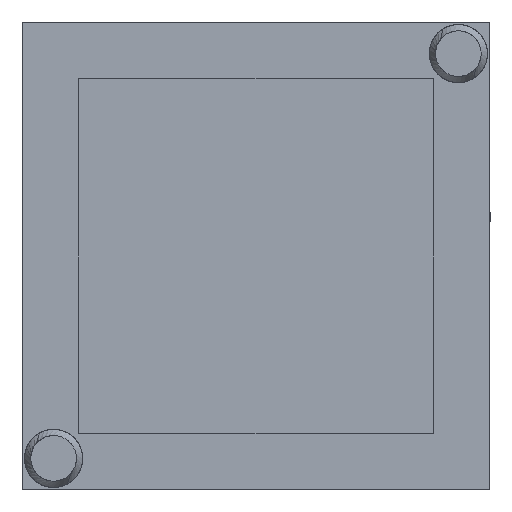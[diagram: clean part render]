
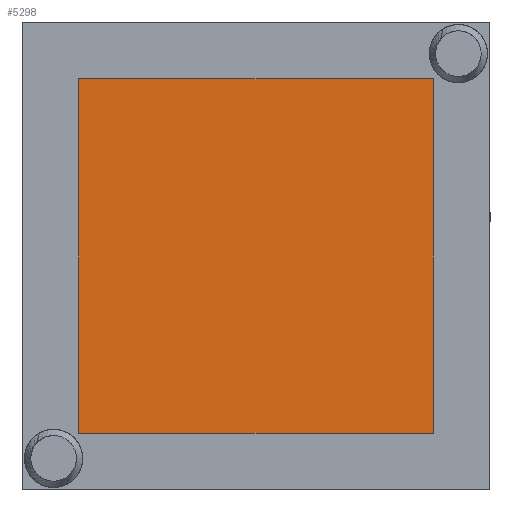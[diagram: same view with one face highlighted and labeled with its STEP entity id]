
A CAD part, left-side view. The second image highlights one B-rep face of the part: STEP entity #5298.
In plain terms, the highlighted free-form (B-spline) face has degree [1, 1] with [2, 2] control points.
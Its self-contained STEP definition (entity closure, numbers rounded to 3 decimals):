
#5298 = ADVANCED_FACE('',(#5299),#5313,.T.);
#5299 = FACE_BOUND('',#5300,.T.);
#5300 = EDGE_LOOP('',(#5301,#5323,#5338,#5353));
#5301 = ORIENTED_EDGE('',*,*,#5302,.T.);
#5302 = EDGE_CURVE('',#5303,#5305,#5307,.T.);
#5303 = VERTEX_POINT('',#5304);
#5304 = CARTESIAN_POINT('',(2.159,4.128,0.572));
#5305 = VERTEX_POINT('',#5306);
#5306 = CARTESIAN_POINT('',(2.159,0.572,0.572));
#5307 = SURFACE_CURVE('',#5308,(#5312),.PCURVE_S1.);
#5308 = LINE('',#5309,#5310);
#5309 = CARTESIAN_POINT('',(2.159,4.128,0.572));
#5310 = VECTOR('',#5311,1.);
#5311 = DIRECTION('',(0.,-1.,0.));
#5312 = PCURVE('',#5313,#5318);
#5313 = B_SPLINE_SURFACE_WITH_KNOTS('',1,1,(
    (#5314,#5315)
    ,(#5316,#5317
    )),.UNSPECIFIED.,.F.,.F.,.F.,(2,2),(2,2),(0.,1.),(0.,1.),
  .PIECEWISE_BEZIER_KNOTS.);
#5314 = CARTESIAN_POINT('',(2.159,4.128,0.572));
#5315 = CARTESIAN_POINT('',(2.159,4.128,4.128));
#5316 = CARTESIAN_POINT('',(2.159,0.572,0.572));
#5317 = CARTESIAN_POINT('',(2.159,0.572,4.128));
#5318 = DEFINITIONAL_REPRESENTATION('',(#5319),#5322);
#5319 = B_SPLINE_CURVE_WITH_KNOTS('',1,(#5320,#5321),.UNSPECIFIED.,.F.,
  .F.,(2,2),(0.,3.556),.PIECEWISE_BEZIER_KNOTS.);
#5320 = CARTESIAN_POINT('',(0.,0.));
#5321 = CARTESIAN_POINT('',(1.,0.));
#5322 = ( GEOMETRIC_REPRESENTATION_CONTEXT(2) 
PARAMETRIC_REPRESENTATION_CONTEXT() REPRESENTATION_CONTEXT('2D SPACE',''
  ) );
#5323 = ORIENTED_EDGE('',*,*,#5324,.T.);
#5324 = EDGE_CURVE('',#5305,#5325,#5327,.T.);
#5325 = VERTEX_POINT('',#5326);
#5326 = CARTESIAN_POINT('',(2.159,0.572,4.128));
#5327 = SURFACE_CURVE('',#5328,(#5332),.PCURVE_S1.);
#5328 = LINE('',#5329,#5330);
#5329 = CARTESIAN_POINT('',(2.159,0.572,0.572));
#5330 = VECTOR('',#5331,1.);
#5331 = DIRECTION('',(0.,0.,1.));
#5332 = PCURVE('',#5313,#5333);
#5333 = DEFINITIONAL_REPRESENTATION('',(#5334),#5337);
#5334 = B_SPLINE_CURVE_WITH_KNOTS('',1,(#5335,#5336),.UNSPECIFIED.,.F.,
  .F.,(2,2),(0.,3.556),.PIECEWISE_BEZIER_KNOTS.);
#5335 = CARTESIAN_POINT('',(1.,0.));
#5336 = CARTESIAN_POINT('',(1.,1.));
#5337 = ( GEOMETRIC_REPRESENTATION_CONTEXT(2) 
PARAMETRIC_REPRESENTATION_CONTEXT() REPRESENTATION_CONTEXT('2D SPACE',''
  ) );
#5338 = ORIENTED_EDGE('',*,*,#5339,.T.);
#5339 = EDGE_CURVE('',#5325,#5340,#5342,.T.);
#5340 = VERTEX_POINT('',#5341);
#5341 = CARTESIAN_POINT('',(2.159,4.128,4.128));
#5342 = SURFACE_CURVE('',#5343,(#5347),.PCURVE_S1.);
#5343 = LINE('',#5344,#5345);
#5344 = CARTESIAN_POINT('',(2.159,0.572,4.128));
#5345 = VECTOR('',#5346,1.);
#5346 = DIRECTION('',(0.,1.,0.));
#5347 = PCURVE('',#5313,#5348);
#5348 = DEFINITIONAL_REPRESENTATION('',(#5349),#5352);
#5349 = B_SPLINE_CURVE_WITH_KNOTS('',1,(#5350,#5351),.UNSPECIFIED.,.F.,
  .F.,(2,2),(0.,3.556),.PIECEWISE_BEZIER_KNOTS.);
#5350 = CARTESIAN_POINT('',(1.,1.));
#5351 = CARTESIAN_POINT('',(0.,1.));
#5352 = ( GEOMETRIC_REPRESENTATION_CONTEXT(2) 
PARAMETRIC_REPRESENTATION_CONTEXT() REPRESENTATION_CONTEXT('2D SPACE',''
  ) );
#5353 = ORIENTED_EDGE('',*,*,#5354,.T.);
#5354 = EDGE_CURVE('',#5340,#5303,#5355,.T.);
#5355 = SURFACE_CURVE('',#5356,(#5360),.PCURVE_S1.);
#5356 = LINE('',#5357,#5358);
#5357 = CARTESIAN_POINT('',(2.159,4.128,4.128));
#5358 = VECTOR('',#5359,1.);
#5359 = DIRECTION('',(0.,0.,-1.));
#5360 = PCURVE('',#5313,#5361);
#5361 = DEFINITIONAL_REPRESENTATION('',(#5362),#5365);
#5362 = B_SPLINE_CURVE_WITH_KNOTS('',1,(#5363,#5364),.UNSPECIFIED.,.F.,
  .F.,(2,2),(0.,3.556),.PIECEWISE_BEZIER_KNOTS.);
#5363 = CARTESIAN_POINT('',(0.,1.));
#5364 = CARTESIAN_POINT('',(0.,0.));
#5365 = ( GEOMETRIC_REPRESENTATION_CONTEXT(2) 
PARAMETRIC_REPRESENTATION_CONTEXT() REPRESENTATION_CONTEXT('2D SPACE',''
  ) );
